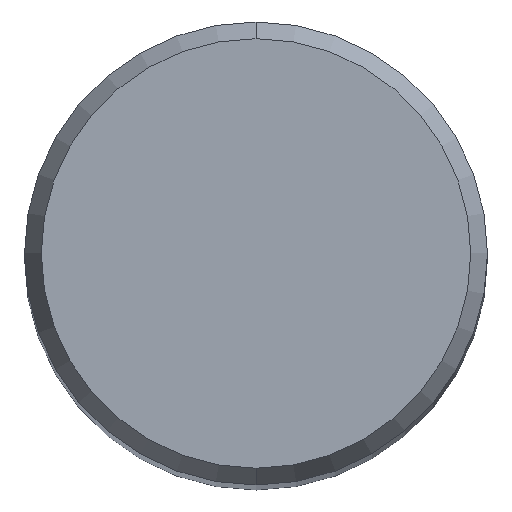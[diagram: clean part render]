
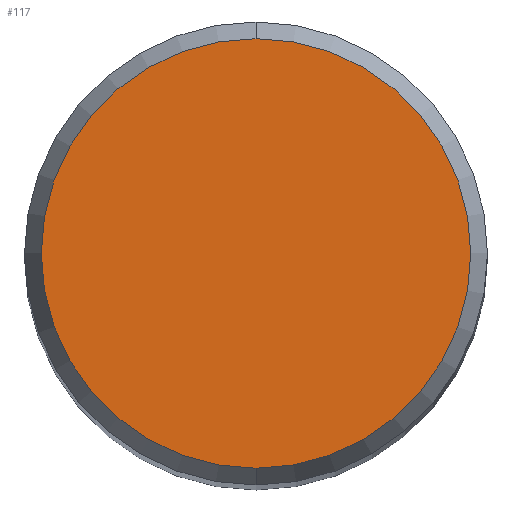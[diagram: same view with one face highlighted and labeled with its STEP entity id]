
A CAD part, top view. The second image highlights one B-rep face of the part: STEP entity #117.
In plain terms, the highlighted planar face has unit normal (0, 0, 1).
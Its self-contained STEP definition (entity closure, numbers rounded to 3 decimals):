
#103=EDGE_CURVE('',#151,#229,#255,.T.);
#117=ADVANCED_FACE('',(#270),#271,.T.);
#145=EDGE_CURVE('',#229,#151,#303,.T.);
#151=VERTEX_POINT('',#309);
#229=VERTEX_POINT('',#397);
#255=CIRCLE('',#417,2.946);
#270=FACE_OUTER_BOUND('',#436,.T.);
#271=PLANE('',#437);
#303=CIRCLE('',#482,2.946);
#309=CARTESIAN_POINT('',(0.0,2.946,0.));
#397=CARTESIAN_POINT('',(0.,-2.946,0.));
#417=AXIS2_PLACEMENT_3D('',#611,#612,#613);
#436=EDGE_LOOP('',(#635,#636));
#437=AXIS2_PLACEMENT_3D('',#637,#638,#639);
#482=AXIS2_PLACEMENT_3D('',#683,#684,#685);
#611=CARTESIAN_POINT('',(0.0,0.0,0.));
#612=DIRECTION('',(0.0,0.0,-1.0));
#613=DIRECTION('',(0.0,1.0,0.0));
#635=ORIENTED_EDGE('',*,*,#103,.F.);
#636=ORIENTED_EDGE('',*,*,#145,.F.);
#637=CARTESIAN_POINT('',(0.0,1.473,0.));
#638=DIRECTION('',(-0.0,0.0,1.0));
#639=DIRECTION('',(0.0,-1.0,0.0));
#683=CARTESIAN_POINT('',(0.0,0.0,0.));
#684=DIRECTION('',(0.0,0.0,-1.0));
#685=DIRECTION('',(0.0,1.0,0.0));
